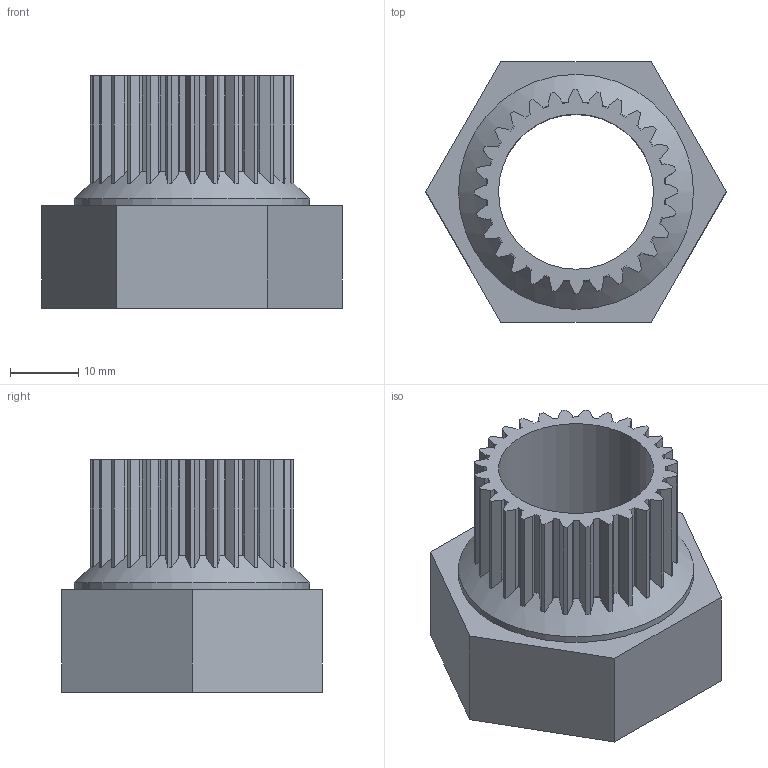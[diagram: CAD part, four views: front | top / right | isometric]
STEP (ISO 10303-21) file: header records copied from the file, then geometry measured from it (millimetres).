
FILE_DESCRIPTION(/* description */ (''),/* implementation_level */ '2;1');
FILE_NAME(/* name */ 'outil demonte helice arbre 22mm fxho 2012 v6.step',/* time_stamp */ '2022-04-06T15:55:01+02:00',/* author */ (''),/* organization */ (''),/* preprocessor_version */ 'ST-DEVELOPER v18.1',/* originating_system */ 'Autodesk Translation Framework v10.14.0.1471',/* authorisation */ '');
FILE_SCHEMA (('AUTOMOTIVE_DESIGN { 1 0 10303 214 3 1 1 }'));
Length unit declared in the file: millimetre
Products named in the file (1): outil demonte helice arbre 22mm fxho 2012
Bounding box: 44 x 38.11 x 34 mm (x, y, z)
Volume: 17575.4 mm3; surface area: 8650.2 mm2
Topology: 1 solids, 1 shells, 208 faces, 614 edges, 409 vertices
Faces by surface type: plane 149, cylinder 58, cone 1
Full cylindrical faces by diameter (mm): 22.7 x1, 34.409 x1
Entity records: 6867 total; most frequent: CARTESIAN_POINT 1456, ORIENTED_EDGE 1228, DIRECTION 1065, EDGE_CURVE 614, VERTEX_POINT 409, LINE 357, VECTOR 357, AXIS2_PLACEMENT_3D 354
